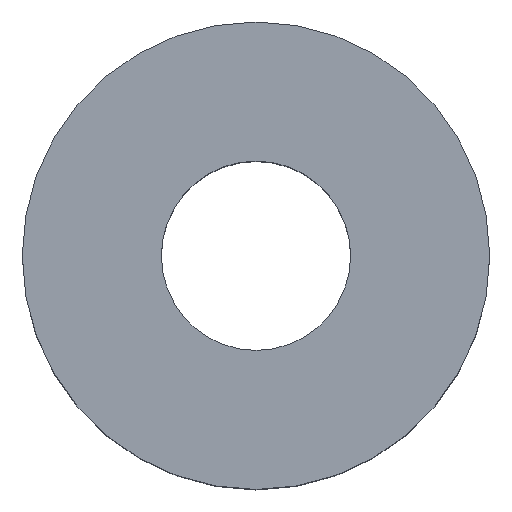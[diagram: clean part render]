
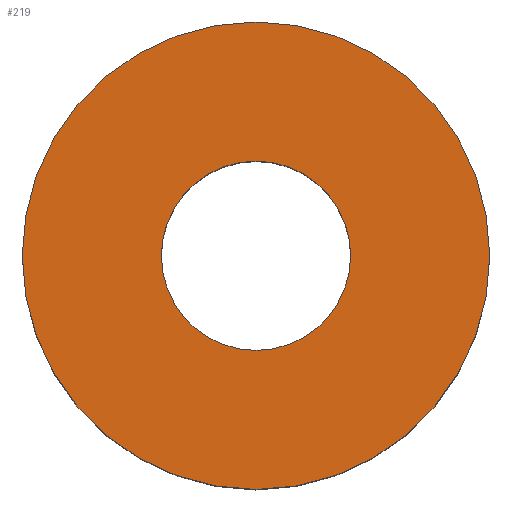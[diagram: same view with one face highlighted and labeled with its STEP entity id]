
A CAD part, top view. The second image highlights one B-rep face of the part: STEP entity #219.
In plain terms, the highlighted planar face has unit normal (0, 0, 1).
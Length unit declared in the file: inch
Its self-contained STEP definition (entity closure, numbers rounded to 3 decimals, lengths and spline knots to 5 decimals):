
#6 = ORIENTED_EDGE ( 'NONE', *, *, #190, .F. ) ;
#8 = ORIENTED_EDGE ( 'NONE', *, *, #195, .T. ) ;
#9 = ORIENTED_EDGE ( 'NONE', *, *, #179, .F. ) ;
#16 = ORIENTED_EDGE ( 'NONE', *, *, #202, .T. ) ;
#26 = CIRCLE ( 'NONE', #185, 0.133 ) ;
#36 = CIRCLE ( 'NONE', #183, 0.3285 ) ;
#41 = CIRCLE ( 'NONE', #201, 0.3285 ) ;
#42 = CIRCLE ( 'NONE', #182, 0.133 ) ;
#48 = FACE_BOUND ( 'NONE', #62, .T. ) ;
#51 = FACE_OUTER_BOUND ( 'NONE', #63, .T. ) ;
#62 = EDGE_LOOP ( 'NONE', ( #6, #9 ) ) ;
#63 = EDGE_LOOP ( 'NONE', ( #16, #8 ) ) ;
#91 = DIRECTION ( 'NONE',  ( 1., 0., 0. ) ) ;
#93 = VERTEX_POINT ( 'NONE', #102 ) ;
#102 = CARTESIAN_POINT ( 'NONE',  ( -0.3285, 0., 0. ) ) ;
#120 = CARTESIAN_POINT ( 'NONE',  ( 0.133, 0., 0. ) ) ;
#124 = CARTESIAN_POINT ( 'NONE',  ( 0., 0., 0. ) ) ;
#126 = VERTEX_POINT ( 'NONE', #137 ) ;
#127 = CARTESIAN_POINT ( 'NONE',  ( -0.133, 0., 0. ) ) ;
#128 = VERTEX_POINT ( 'NONE', #127 ) ;
#132 = DIRECTION ( 'NONE',  ( 1., 0., 0. ) ) ;
#137 = CARTESIAN_POINT ( 'NONE',  ( 0.3285, 0., 0. ) ) ;
#138 = CARTESIAN_POINT ( 'NONE',  ( 0., 0., 0. ) ) ;
#139 = DIRECTION ( 'NONE',  ( 0., 0., 1. ) ) ;
#140 = DIRECTION ( 'NONE',  ( 1., 0., 0. ) ) ;
#141 = DIRECTION ( 'NONE',  ( 0., 0., 1. ) ) ;
#142 = CARTESIAN_POINT ( 'NONE',  ( 0., 0., 0. ) ) ;
#148 = DIRECTION ( 'NONE',  ( 1., 0., 0. ) ) ;
#149 = DIRECTION ( 'NONE',  ( 0., 0., 1. ) ) ;
#151 = PLANE ( 'NONE',  #193 ) ;
#153 = CARTESIAN_POINT ( 'NONE',  ( 0., 0., 0. ) ) ;
#160 = VERTEX_POINT ( 'NONE', #120 ) ;
#161 = CARTESIAN_POINT ( 'NONE',  ( 0., 0., 0. ) ) ;
#166 = DIRECTION ( 'NONE',  ( 0., 0., 1. ) ) ;
#171 = DIRECTION ( 'NONE',  ( 1., 0., 0. ) ) ;
#176 = DIRECTION ( 'NONE',  ( 0., 0., 1. ) ) ;
#179 = EDGE_CURVE ( 'NONE', #128, #160, #26, .T. ) ;
#182 = AXIS2_PLACEMENT_3D ( 'NONE', #138, #139, #140 ) ;
#183 = AXIS2_PLACEMENT_3D ( 'NONE', #124, #149, #148 ) ;
#185 = AXIS2_PLACEMENT_3D ( 'NONE', #161, #166, #91 ) ;
#190 = EDGE_CURVE ( 'NONE', #160, #128, #42, .T. ) ;
#193 = AXIS2_PLACEMENT_3D ( 'NONE', #153, #176, #171 ) ;
#195 = EDGE_CURVE ( 'NONE', #93, #126, #41, .T. ) ;
#201 = AXIS2_PLACEMENT_3D ( 'NONE', #142, #141, #132 ) ;
#202 = EDGE_CURVE ( 'NONE', #126, #93, #36, .T. ) ;
#219 = ADVANCED_FACE ( 'NONE', ( #48, #51 ), #151, .T. ) ;
